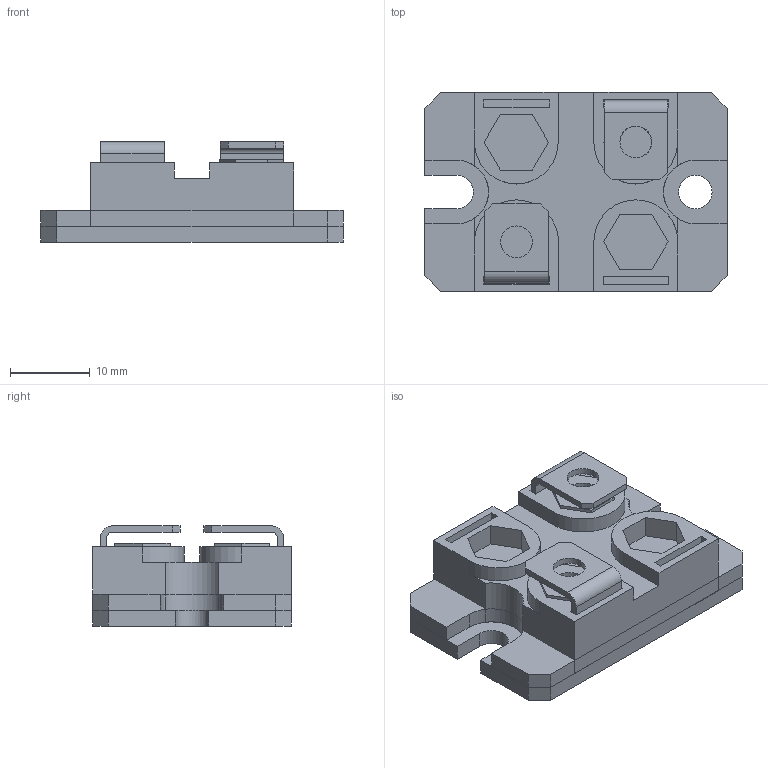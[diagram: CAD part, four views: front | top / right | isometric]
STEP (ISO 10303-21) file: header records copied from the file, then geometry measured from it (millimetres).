
FILE_DESCRIPTION(/* description */ (''),/* implementation_level */ '2;1');
FILE_NAME(/* name */ 'RES_VISHAY_RTOP200V.stp',/* time_stamp */ '2015-03-25T13:57:16+01:00',/* author */ ('admchouv'),/* organization */ ('Unknown'),/* preprocessor_version */ 'ST-DEVELOPER v15.5',/* originating_system */ 'AutoCAD Mechanical',/* authorisation */ ' ');
FILE_SCHEMA (('AUTOMOTIVE_DESIGN { 1 0 10303 214 3 1 1 }'));
Length unit declared in the file: millimetre
Products named in the file (1): Product
Bounding box: 38 x 25 x 12.6 mm (x, y, z)
Volume: 7848.1 mm3; surface area: 7546.1 mm2
Topology: 7 solids, 7 shells, 149 faces, 380 edges, 253 vertices
Faces by surface type: plane 131, cylinder 18
Full cylindrical faces by diameter (mm): 4 x4, 4.2 x1
Entity records: 4471 total; most frequent: CARTESIAN_POINT 778, ORIENTED_EDGE 750, DIRECTION 712, EDGE_CURVE 375, LINE 338, VECTOR 338, VERTEX_POINT 253, AXIS2_PLACEMENT_3D 187
